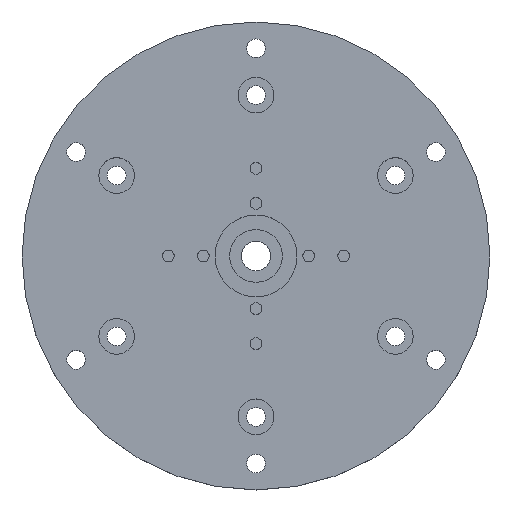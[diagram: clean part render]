
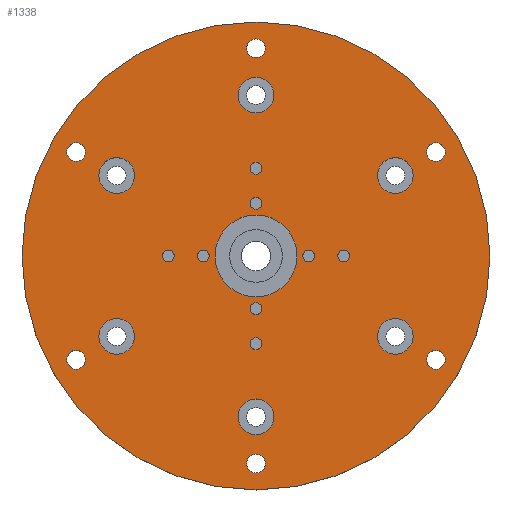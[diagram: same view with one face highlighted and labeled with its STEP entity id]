
A CAD part, top view. The second image highlights one B-rep face of the part: STEP entity #1338.
In plain terms, the highlighted planar face has unit normal (0, 0, 1).
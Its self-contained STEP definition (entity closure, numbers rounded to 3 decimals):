
#162=ORIENTED_EDGE('',*,*,#229,.T.);
#163=ORIENTED_EDGE('',*,*,#226,.T.);
#164=ORIENTED_EDGE('',*,*,#235,.T.);
#165=ORIENTED_EDGE('',*,*,#232,.T.);
#166=ORIENTED_EDGE('',*,*,#241,.T.);
#167=ORIENTED_EDGE('',*,*,#238,.T.);
#168=ORIENTED_EDGE('',*,*,#290,.T.);
#169=ORIENTED_EDGE('',*,*,#291,.T.);
#170=ORIENTED_EDGE('',*,*,#292,.T.);
#171=ORIENTED_EDGE('',*,*,#255,.T.);
#172=ORIENTED_EDGE('',*,*,#249,.T.);
#173=ORIENTED_EDGE('',*,*,#263,.T.);
#174=ORIENTED_EDGE('',*,*,#257,.T.);
#175=ORIENTED_EDGE('',*,*,#271,.T.);
#176=ORIENTED_EDGE('',*,*,#265,.T.);
#177=ORIENTED_EDGE('',*,*,#279,.T.);
#178=ORIENTED_EDGE('',*,*,#273,.T.);
#179=ORIENTED_EDGE('',*,*,#287,.T.);
#180=ORIENTED_EDGE('',*,*,#281,.T.);
#181=ORIENTED_EDGE('',*,*,#293,.T.);
#182=ORIENTED_EDGE('',*,*,#294,.T.);
#183=ORIENTED_EDGE('',*,*,#288,.F.);
#226=EDGE_CURVE('',#306,#306,#386,.T.);
#229=EDGE_CURVE('',#309,#309,#389,.T.);
#232=EDGE_CURVE('',#312,#312,#392,.T.);
#235=EDGE_CURVE('',#315,#315,#395,.T.);
#238=EDGE_CURVE('',#318,#318,#398,.T.);
#241=EDGE_CURVE('',#321,#321,#401,.T.);
#249=EDGE_CURVE('',#329,#329,#409,.T.);
#255=EDGE_CURVE('',#335,#335,#415,.T.);
#257=EDGE_CURVE('',#337,#337,#417,.T.);
#263=EDGE_CURVE('',#343,#343,#423,.T.);
#265=EDGE_CURVE('',#345,#345,#425,.T.);
#271=EDGE_CURVE('',#351,#351,#431,.T.);
#273=EDGE_CURVE('',#353,#353,#433,.T.);
#279=EDGE_CURVE('',#359,#359,#439,.T.);
#281=EDGE_CURVE('',#361,#361,#441,.T.);
#287=EDGE_CURVE('',#367,#367,#447,.T.);
#288=EDGE_CURVE('',#368,#368,#448,.T.);
#290=EDGE_CURVE('',#370,#370,#450,.T.);
#291=EDGE_CURVE('',#371,#371,#451,.T.);
#292=EDGE_CURVE('',#372,#372,#452,.T.);
#293=EDGE_CURVE('',#373,#373,#453,.T.);
#294=EDGE_CURVE('',#374,#374,#454,.T.);
#306=VERTEX_POINT('',#1813);
#309=VERTEX_POINT('',#1822);
#312=VERTEX_POINT('',#1831);
#315=VERTEX_POINT('',#1840);
#318=VERTEX_POINT('',#1849);
#321=VERTEX_POINT('',#1858);
#329=VERTEX_POINT('',#1879);
#335=VERTEX_POINT('',#1896);
#337=VERTEX_POINT('',#1901);
#343=VERTEX_POINT('',#1918);
#345=VERTEX_POINT('',#1923);
#351=VERTEX_POINT('',#1940);
#353=VERTEX_POINT('',#1945);
#359=VERTEX_POINT('',#1962);
#361=VERTEX_POINT('',#1967);
#367=VERTEX_POINT('',#1984);
#368=VERTEX_POINT('',#1987);
#370=VERTEX_POINT('',#1992);
#371=VERTEX_POINT('',#1994);
#372=VERTEX_POINT('',#1996);
#373=VERTEX_POINT('',#1998);
#374=VERTEX_POINT('',#2000);
#386=CIRCLE('',#1363,1.007);
#389=CIRCLE('',#1369,1.007);
#392=CIRCLE('',#1375,1.007);
#395=CIRCLE('',#1381,1.007);
#398=CIRCLE('',#1387,1.007);
#401=CIRCLE('',#1393,1.007);
#409=CIRCLE('',#1406,3.05);
#415=CIRCLE('',#1417,1.6);
#417=CIRCLE('',#1420,3.05);
#423=CIRCLE('',#1431,1.6);
#425=CIRCLE('',#1434,3.05);
#431=CIRCLE('',#1445,1.6);
#433=CIRCLE('',#1448,3.05);
#439=CIRCLE('',#1459,1.6);
#441=CIRCLE('',#1462,3.05);
#447=CIRCLE('',#1473,1.6);
#448=CIRCLE('',#1475,40.);
#450=CIRCLE('',#1478,1.007);
#451=CIRCLE('',#1479,1.007);
#452=CIRCLE('',#1480,7.);
#453=CIRCLE('',#1481,3.05);
#454=CIRCLE('',#1482,1.6);
#562=EDGE_LOOP('',(#162));
#563=EDGE_LOOP('',(#163));
#564=EDGE_LOOP('',(#164));
#565=EDGE_LOOP('',(#165));
#566=EDGE_LOOP('',(#166));
#567=EDGE_LOOP('',(#167));
#568=EDGE_LOOP('',(#168));
#569=EDGE_LOOP('',(#169));
#570=EDGE_LOOP('',(#170));
#571=EDGE_LOOP('',(#171));
#572=EDGE_LOOP('',(#172));
#573=EDGE_LOOP('',(#173));
#574=EDGE_LOOP('',(#174));
#575=EDGE_LOOP('',(#175));
#576=EDGE_LOOP('',(#176));
#577=EDGE_LOOP('',(#177));
#578=EDGE_LOOP('',(#178));
#579=EDGE_LOOP('',(#179));
#580=EDGE_LOOP('',(#180));
#581=EDGE_LOOP('',(#181));
#582=EDGE_LOOP('',(#182));
#583=EDGE_LOOP('',(#183));
#722=FACE_BOUND('',#562,.T.);
#723=FACE_BOUND('',#563,.T.);
#724=FACE_BOUND('',#564,.T.);
#725=FACE_BOUND('',#565,.T.);
#726=FACE_BOUND('',#566,.T.);
#727=FACE_BOUND('',#567,.T.);
#728=FACE_BOUND('',#568,.T.);
#729=FACE_BOUND('',#569,.T.);
#730=FACE_BOUND('',#570,.T.);
#731=FACE_BOUND('',#571,.T.);
#732=FACE_BOUND('',#572,.T.);
#733=FACE_BOUND('',#573,.T.);
#734=FACE_BOUND('',#574,.T.);
#735=FACE_BOUND('',#575,.T.);
#736=FACE_BOUND('',#576,.T.);
#737=FACE_BOUND('',#577,.T.);
#738=FACE_BOUND('',#578,.T.);
#739=FACE_BOUND('',#579,.T.);
#740=FACE_BOUND('',#580,.T.);
#741=FACE_BOUND('',#581,.T.);
#742=FACE_BOUND('',#582,.T.);
#743=FACE_BOUND('',#583,.T.);
#801=PLANE('',#1477);
#1338=ADVANCED_FACE('',(#722,#723,#724,#725,#726,#727,#728,#729,#730,#731,
#732,#733,#734,#735,#736,#737,#738,#739,#740,#741,#742,#743),#801,.F.);
#1363=AXIS2_PLACEMENT_3D('',#1812,#1517,#1518);
#1369=AXIS2_PLACEMENT_3D('',#1821,#1529,#1530);
#1375=AXIS2_PLACEMENT_3D('',#1830,#1541,#1542);
#1381=AXIS2_PLACEMENT_3D('',#1839,#1553,#1554);
#1387=AXIS2_PLACEMENT_3D('',#1848,#1565,#1566);
#1393=AXIS2_PLACEMENT_3D('',#1857,#1577,#1578);
#1406=AXIS2_PLACEMENT_3D('',#1878,#1603,#1604);
#1417=AXIS2_PLACEMENT_3D('',#1895,#1625,#1626);
#1420=AXIS2_PLACEMENT_3D('',#1900,#1631,#1632);
#1431=AXIS2_PLACEMENT_3D('',#1917,#1653,#1654);
#1434=AXIS2_PLACEMENT_3D('',#1922,#1659,#1660);
#1445=AXIS2_PLACEMENT_3D('',#1939,#1681,#1682);
#1448=AXIS2_PLACEMENT_3D('',#1944,#1687,#1688);
#1459=AXIS2_PLACEMENT_3D('',#1961,#1709,#1710);
#1462=AXIS2_PLACEMENT_3D('',#1966,#1715,#1716);
#1473=AXIS2_PLACEMENT_3D('',#1983,#1737,#1738);
#1475=AXIS2_PLACEMENT_3D('',#1986,#1741,#1742);
#1477=AXIS2_PLACEMENT_3D('',#1990,#1745,#1746);
#1478=AXIS2_PLACEMENT_3D('',#1991,#1747,#1748);
#1479=AXIS2_PLACEMENT_3D('',#1993,#1749,#1750);
#1480=AXIS2_PLACEMENT_3D('',#1995,#1751,#1752);
#1481=AXIS2_PLACEMENT_3D('',#1997,#1753,#1754);
#1482=AXIS2_PLACEMENT_3D('',#1999,#1755,#1756);
#1517=DIRECTION('',(0.,0.,-1.));
#1518=DIRECTION('',(-1.,0.,0.));
#1529=DIRECTION('',(0.,0.,-1.));
#1530=DIRECTION('',(-1.,0.,0.));
#1541=DIRECTION('',(0.,0.,-1.));
#1542=DIRECTION('',(0.,1.,0.));
#1553=DIRECTION('',(0.,0.,-1.));
#1554=DIRECTION('',(0.,1.,0.));
#1565=DIRECTION('',(0.,0.,-1.));
#1566=DIRECTION('',(1.,0.,0.));
#1577=DIRECTION('',(0.,0.,-1.));
#1578=DIRECTION('',(1.,0.,0.));
#1603=DIRECTION('',(0.,0.,-1.));
#1604=DIRECTION('',(0.5,0.866,0.));
#1625=DIRECTION('',(0.,0.,-1.));
#1626=DIRECTION('',(0.5,0.866,0.));
#1631=DIRECTION('',(0.,0.,-1.));
#1632=DIRECTION('',(-0.5,0.866,0.));
#1653=DIRECTION('',(0.,0.,-1.));
#1654=DIRECTION('',(-0.5,0.866,0.));
#1659=DIRECTION('',(0.,0.,-1.));
#1660=DIRECTION('',(-1.,0.,0.));
#1681=DIRECTION('',(0.,0.,-1.));
#1682=DIRECTION('',(-1.,0.,0.));
#1687=DIRECTION('',(0.,0.,-1.));
#1688=DIRECTION('',(-0.5,-0.866,0.));
#1709=DIRECTION('',(0.,0.,-1.));
#1710=DIRECTION('',(-0.5,-0.866,0.));
#1715=DIRECTION('',(0.,0.,-1.));
#1716=DIRECTION('',(0.5,-0.866,0.));
#1737=DIRECTION('',(0.,0.,-1.));
#1738=DIRECTION('',(0.5,-0.866,0.));
#1741=DIRECTION('',(0.,0.,-1.));
#1742=DIRECTION('',(1.,0.,0.));
#1745=DIRECTION('',(0.,0.,-1.));
#1746=DIRECTION('',(-1.,0.,0.));
#1747=DIRECTION('',(0.,0.,-1.));
#1748=DIRECTION('',(0.,-1.,0.));
#1749=DIRECTION('',(0.,0.,-1.));
#1750=DIRECTION('',(0.,-1.,0.));
#1751=DIRECTION('',(0.,0.,-1.));
#1752=DIRECTION('',(1.,0.,0.));
#1753=DIRECTION('',(0.,0.,-1.));
#1754=DIRECTION('',(1.,0.,0.));
#1755=DIRECTION('',(0.,0.,-1.));
#1756=DIRECTION('',(1.,0.,0.));
#1812=CARTESIAN_POINT('',(-15.,0.,6.));
#1813=CARTESIAN_POINT('',(-16.007,0.,6.));
#1821=CARTESIAN_POINT('',(-9.,0.,6.));
#1822=CARTESIAN_POINT('',(-10.007,0.,6.));
#1830=CARTESIAN_POINT('',(0.,15.,6.));
#1831=CARTESIAN_POINT('',(0.,16.007,6.));
#1839=CARTESIAN_POINT('',(0.,9.,6.));
#1840=CARTESIAN_POINT('',(0.,10.007,6.));
#1848=CARTESIAN_POINT('',(15.,0.,6.));
#1849=CARTESIAN_POINT('',(16.007,0.,6.));
#1857=CARTESIAN_POINT('',(9.,0.,6.));
#1858=CARTESIAN_POINT('',(10.007,0.,6.));
#1878=CARTESIAN_POINT('',(-23.816,13.75,6.));
#1879=CARTESIAN_POINT('',(-22.291,16.391,6.));
#1895=CARTESIAN_POINT('',(-30.744,17.75,6.));
#1896=CARTESIAN_POINT('',(-29.944,19.136,6.));
#1900=CARTESIAN_POINT('',(-23.816,-13.75,6.));
#1901=CARTESIAN_POINT('',(-25.341,-11.109,6.));
#1917=CARTESIAN_POINT('',(-30.744,-17.75,6.));
#1918=CARTESIAN_POINT('',(-31.544,-16.364,6.));
#1922=CARTESIAN_POINT('',(0.,-27.5,6.));
#1923=CARTESIAN_POINT('',(-3.05,-27.5,6.));
#1939=CARTESIAN_POINT('',(0.,-35.5,6.));
#1940=CARTESIAN_POINT('',(-1.6,-35.5,6.));
#1944=CARTESIAN_POINT('',(23.816,-13.75,6.));
#1945=CARTESIAN_POINT('',(22.291,-16.391,6.));
#1961=CARTESIAN_POINT('',(30.744,-17.75,6.));
#1962=CARTESIAN_POINT('',(29.944,-19.136,6.));
#1966=CARTESIAN_POINT('',(23.816,13.75,6.));
#1967=CARTESIAN_POINT('',(25.341,11.109,6.));
#1983=CARTESIAN_POINT('',(30.744,17.75,6.));
#1984=CARTESIAN_POINT('',(31.544,16.364,6.));
#1986=CARTESIAN_POINT('',(0.,0.,6.));
#1987=CARTESIAN_POINT('',(40.,0.,6.));
#1990=CARTESIAN_POINT('',(0.,0.,6.));
#1991=CARTESIAN_POINT('',(0.,-15.,6.));
#1992=CARTESIAN_POINT('',(0.,-16.007,6.));
#1993=CARTESIAN_POINT('',(0.,-9.,6.));
#1994=CARTESIAN_POINT('',(0.,-10.007,6.));
#1995=CARTESIAN_POINT('',(0.,0.,6.));
#1996=CARTESIAN_POINT('',(7.,0.,6.));
#1997=CARTESIAN_POINT('',(0.,27.5,6.));
#1998=CARTESIAN_POINT('',(3.05,27.5,6.));
#1999=CARTESIAN_POINT('',(0.,35.5,6.));
#2000=CARTESIAN_POINT('',(1.6,35.5,6.));
